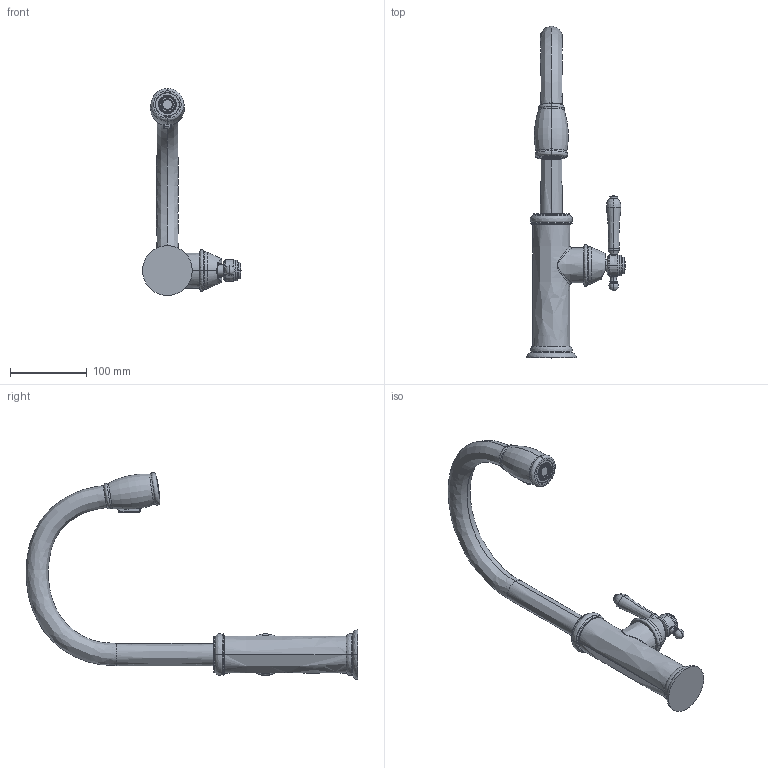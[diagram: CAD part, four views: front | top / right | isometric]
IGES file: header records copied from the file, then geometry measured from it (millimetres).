
Start section:  PTC IGES file: 1030-5103.igs
Global section: file name: 1030-5103.igs; native system: Creo Parametric by PTC Inc.; preprocessor: 2018400; author: jinson.thomas; organization: Unknown; date: 20210405.135105; units: inch
Bounding box: 129.1 x 432.86 x 269.89 mm (x, y, z)
Volume: 848899.6 mm3; surface area: 103962.1 mm2
Topology: 3 solids, 3 shells, 347 faces, 735 edges, 430 vertices
Faces by surface type: revolution 259, bspline 88
